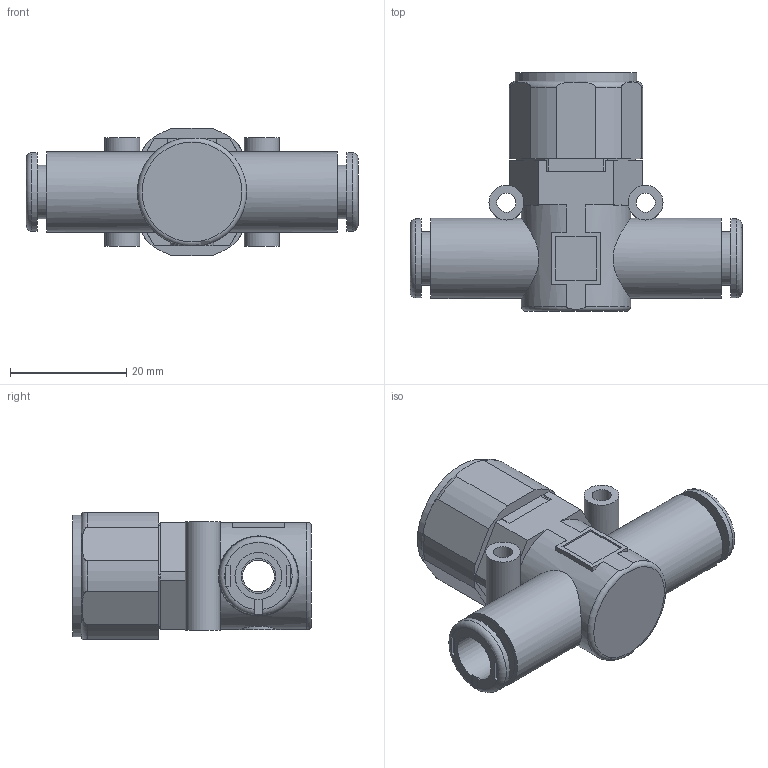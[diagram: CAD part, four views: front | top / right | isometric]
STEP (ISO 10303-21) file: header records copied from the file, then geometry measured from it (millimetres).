
FILE_DESCRIPTION( ( 'STEP AP214' ), ' ' );
FILE_NAME( '9067024.stp', '2017-03-31T09:47:35', ( '' ), ( '' ), ' ', 'PARTsolutions', ' ' );
FILE_SCHEMA( ( 'AUTOMOTIVE_DESIGN { 1 0 10303 214 1 1 1 1 }' ) );
Length unit declared in the file: millimetre
Products named in the file (4): 9067024; _LINE-ON-LINE D8 V2v/V3V_L body; _LINE-ON-LINE D8 VNR-L bushing; _LINE ON LINE D8 MAN-L man
Assembly tree (4 placements, depth 2):
  9067024
    _LINE-ON-LINE D8 V2v/V3V_L body
    _LINE-ON-LINE D8 VNR-L bushing  x2
    _LINE ON LINE D8 MAN-L man
Bounding box: 57.2 x 41.1 x 22 mm (x, y, z)
Volume: 13091.1 mm3; surface area: 10458.5 mm2
Topology: 4 solids, 4 shells, 210 faces, 506 edges, 336 vertices
Faces by surface type: plane 147, cylinder 55, torus 4, cone 4
Full cylindrical faces by diameter (mm): 3.3 x2, 5.5 x2, 6 x5, 8.1 x2, 9.2 x4, 9.5 x2, 11 x2, 11.65 x2, 12.5 x4, 13.6 x2, 13.8 x2, 15 x1, 17.61 x1, 17.91 x1, 18.86 x1, 20.96 x1
Entity records: 7252 total; most frequent: CARTESIAN_POINT 1602, DIRECTION 845, ORIENTED_EDGE 786, EDGE_CURVE 393, AXIS2_PLACEMENT_3D 296, VERTEX_POINT 282, EDGE_LOOP 259, LINE 253
